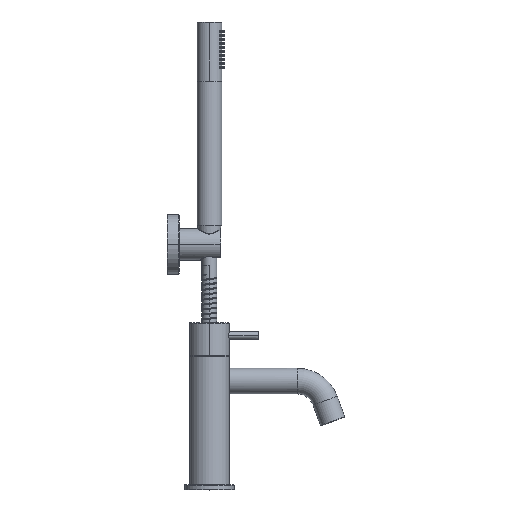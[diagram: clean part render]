
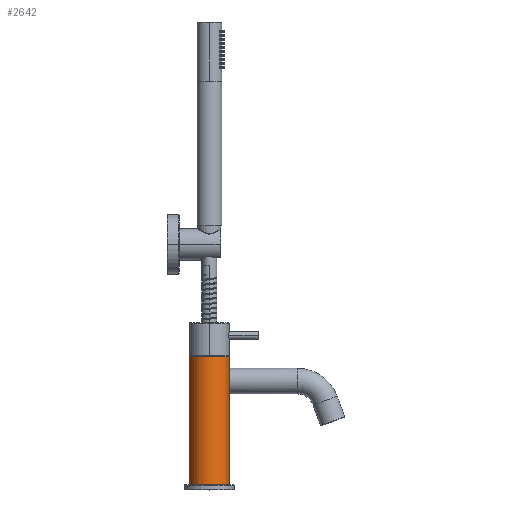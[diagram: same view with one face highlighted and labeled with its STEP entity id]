
A CAD part, top view. The second image highlights one B-rep face of the part: STEP entity #2642.
In plain terms, the highlighted cylindrical face has radius 508 mm (diameter 1016 mm), a partial arc.
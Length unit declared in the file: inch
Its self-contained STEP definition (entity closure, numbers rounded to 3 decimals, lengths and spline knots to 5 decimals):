
#460=CARTESIAN_POINT('',(0.,5.,90.));
#461=DIRECTION('',(0.,1.,0.));
#462=DIRECTION('',(-1.,0.,0.));
#463=AXIS2_PLACEMENT_3D('',#460,#461,#462);
#560=CARTESIAN_POINT('',(0.,135.,90.));
#561=DIRECTION('',(0.,1.,0.));
#562=DIRECTION('',(-1.,0.,0.));
#563=AXIS2_PLACEMENT_3D('',#560,#561,#562);
#585=DIRECTION('',(0.,1.,0.));
#586=VECTOR('',#585,130.);
#587=CARTESIAN_POINT('',(20.,5.,90.));
#588=LINE('',#587,#586);
#655=DIRECTION('',(0.,1.,0.));
#656=VECTOR('',#655,130.);
#657=CARTESIAN_POINT('',(-20.,5.,90.));
#658=LINE('',#657,#656);
#1804=CARTESIAN_POINT('',(20.,135.,90.));
#1805=CARTESIAN_POINT('',(-20.,135.,90.));
#1806=VERTEX_POINT('',#1804);
#1807=VERTEX_POINT('',#1805);
#1812=CARTESIAN_POINT('',(20.,5.,90.));
#1813=CARTESIAN_POINT('',(-20.,5.,90.));
#1814=VERTEX_POINT('',#1812);
#1815=VERTEX_POINT('',#1813);
#2631=CARTESIAN_POINT('',(0.,5.,90.));
#2632=DIRECTION('',(0.,1.,0.));
#2633=DIRECTION('',(1.,0.,0.));
#2634=AXIS2_PLACEMENT_3D('',#2631,#2632,#2633);
#2635=CYLINDRICAL_SURFACE('',#2634,20.);
#2636=ORIENTED_EDGE('',*,*,#2412,.F.);
#2637=ORIENTED_EDGE('',*,*,#2622,.T.);
#2638=ORIENTED_EDGE('',*,*,#2602,.T.);
#2639=ORIENTED_EDGE('',*,*,#2619,.F.);
#2640=EDGE_LOOP('',(#2636,#2637,#2638,#2639));
#2641=FACE_OUTER_BOUND('',#2640,.F.);
#2642=ADVANCED_FACE('',(#2641),#2635,.T.);
#464=CIRCLE('',#463,20.);
#564=CIRCLE('',#563,20.);
#2412=EDGE_CURVE('',#1815,#1814,#464,.T.);
#2602=EDGE_CURVE('',#1807,#1806,#564,.T.);
#2619=EDGE_CURVE('',#1814,#1806,#588,.T.);
#2622=EDGE_CURVE('',#1815,#1807,#658,.T.);
